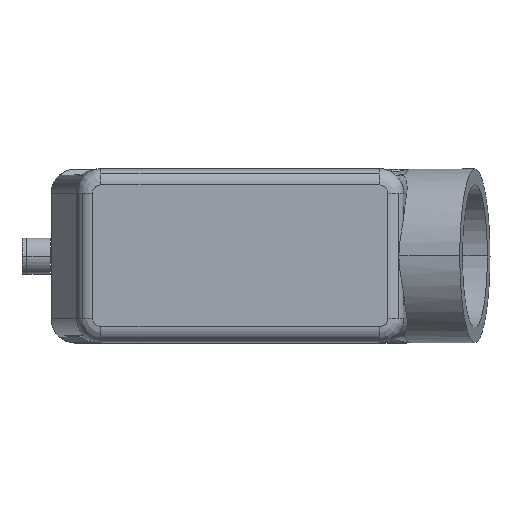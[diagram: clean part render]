
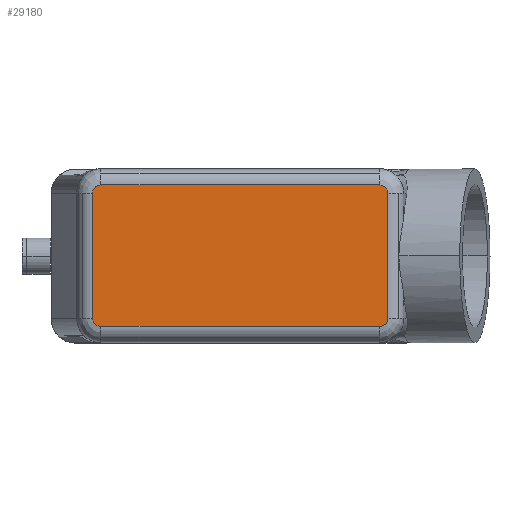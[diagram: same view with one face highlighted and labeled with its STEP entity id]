
A CAD part, top view. The second image highlights one B-rep face of the part: STEP entity #29180.
In plain terms, the highlighted planar face has unit normal (0, 0, 1).
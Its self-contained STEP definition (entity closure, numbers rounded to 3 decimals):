
#234=CARTESIAN_POINT('',(-36.517,-15.5,76.0));
#235=VERTEX_POINT('',#234);
#243=CARTESIAN_POINT('',(-36.517,15.5,76.0));
#244=VERTEX_POINT('',#243);
#245=CARTESIAN_POINT('',(-36.517,-15.5,76.0));
#246=DIRECTION('',(0.0,1.0,0.0));
#247=VECTOR('',#246,31.);
#248=LINE('',#245,#247);
#249=EDGE_CURVE('',#235,#244,#248,.T.);
#12044=CARTESIAN_POINT('',(36.517,15.5,76.0));
#12045=VERTEX_POINT('',#12044);
#12053=CARTESIAN_POINT('',(36.517,-15.5,76.0));
#12054=VERTEX_POINT('',#12053);
#12055=CARTESIAN_POINT('',(36.517,15.5,76.0));
#12056=DIRECTION('',(0.0,-1.0,0.0));
#12057=VECTOR('',#12056,31.);
#12058=LINE('',#12055,#12057);
#12059=EDGE_CURVE('',#12045,#12054,#12058,.T.);
#28659=CARTESIAN_POINT('',(-34.486,17.5,76.0));
#28660=VERTEX_POINT('',#28659);
#28668=CARTESIAN_POINT('',(34.486,17.5,76.0));
#28669=VERTEX_POINT('',#28668);
#28670=CARTESIAN_POINT('',(-34.486,17.5,76.0));
#28671=DIRECTION('',(1.0,0.0,0.0));
#28672=VECTOR('',#28671,68.972);
#28673=LINE('',#28670,#28672);
#28674=EDGE_CURVE('',#28660,#28669,#28673,.T.);
#28763=CARTESIAN_POINT('',(34.486,15.5,76.0));
#28764=DIRECTION('',(0.0,0.0,-1.0));
#28765=DIRECTION('',(1.0,0.0,0.0));
#28766=AXIS2_PLACEMENT_3D('',#28763,#28764,#28765);
#28767=ELLIPSE('',#28766,2.031,2.);
#28768=EDGE_CURVE('',#28669,#12045,#28767,.T.);
#28852=CARTESIAN_POINT('',(-34.486,15.5,76.0));
#28853=DIRECTION('',(0.0,0.0,-1.0));
#28854=DIRECTION('',(-1.0,0.0,0.0));
#28855=AXIS2_PLACEMENT_3D('',#28852,#28853,#28854);
#28856=ELLIPSE('',#28855,2.031,2.);
#28857=EDGE_CURVE('',#244,#28660,#28856,.T.);
#28972=CARTESIAN_POINT('',(34.486,-17.5,76.0));
#28973=VERTEX_POINT('',#28972);
#28986=CARTESIAN_POINT('',(34.486,-15.5,76.0));
#28987=DIRECTION('',(0.0,0.0,-1.0));
#28988=DIRECTION('',(1.0,0.0,0.0));
#28989=AXIS2_PLACEMENT_3D('',#28986,#28987,#28988);
#28990=ELLIPSE('',#28989,2.031,2.);
#28991=EDGE_CURVE('',#12054,#28973,#28990,.T.);
#29078=CARTESIAN_POINT('',(-34.486,-17.5,76.0));
#29079=VERTEX_POINT('',#29078);
#29087=CARTESIAN_POINT('',(-34.486,-15.5,76.0));
#29088=DIRECTION('',(0.0,0.0,-1.0));
#29089=DIRECTION('',(-1.0,0.0,0.0));
#29090=AXIS2_PLACEMENT_3D('',#29087,#29088,#29089);
#29091=ELLIPSE('',#29090,2.031,2.);
#29092=EDGE_CURVE('',#29079,#235,#29091,.T.);
#29114=CARTESIAN_POINT('',(34.486,-17.5,76.0));
#29115=DIRECTION('',(-1.0,0.0,0.0));
#29116=VECTOR('',#29115,68.972);
#29117=LINE('',#29114,#29116);
#29118=EDGE_CURVE('',#28973,#29079,#29117,.T.);
#29165=CARTESIAN_POINT('',(39.873,0.0,76.0));
#29166=DIRECTION('',(0.0,0.0,1.0));
#29167=DIRECTION('',(1.0,0.0,0.0));
#29168=AXIS2_PLACEMENT_3D('',#29165,#29166,#29167);
#29169=PLANE('',#29168);
#29170=ORIENTED_EDGE('',*,*,#28674,.F.);
#29171=ORIENTED_EDGE('',*,*,#28857,.F.);
#29172=ORIENTED_EDGE('',*,*,#249,.F.);
#29173=ORIENTED_EDGE('',*,*,#29092,.F.);
#29174=ORIENTED_EDGE('',*,*,#29118,.F.);
#29175=ORIENTED_EDGE('',*,*,#28991,.F.);
#29176=ORIENTED_EDGE('',*,*,#12059,.F.);
#29177=ORIENTED_EDGE('',*,*,#28768,.F.);
#29178=EDGE_LOOP('',(#29170,#29171,#29172,#29173,#29174,#29175,#29176,#29177));
#29179=FACE_OUTER_BOUND('',#29178,.T.);
#29180=ADVANCED_FACE('',(#29179),#29169,.T.);
